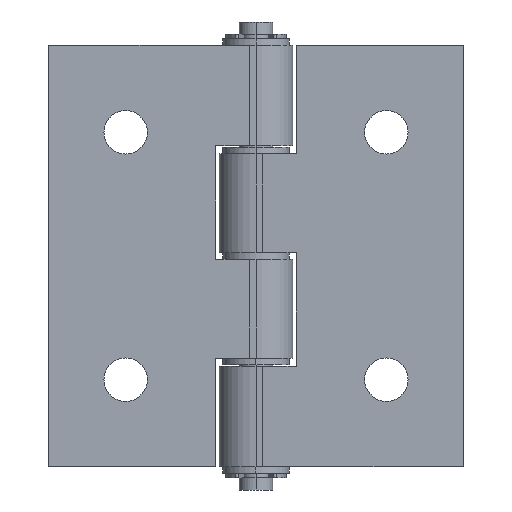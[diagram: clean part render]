
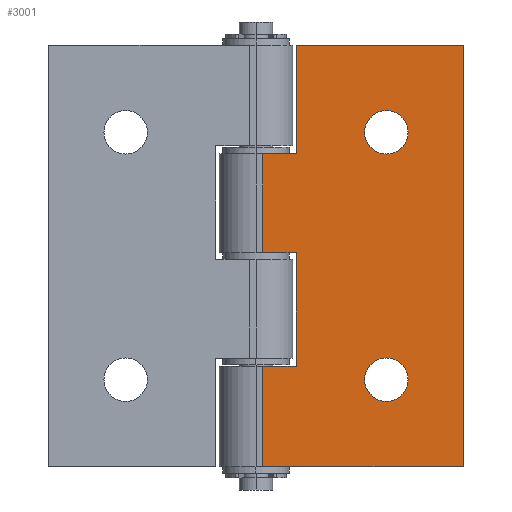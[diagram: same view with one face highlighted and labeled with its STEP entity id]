
A CAD part, front view. The second image highlights one B-rep face of the part: STEP entity #3001.
In plain terms, the highlighted planar face has unit normal (0, -1, 0).
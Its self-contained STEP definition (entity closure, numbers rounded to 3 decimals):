
#34 = VERTEX_POINT ( 'NONE', #129 ) ;
#48 = CARTESIAN_POINT ( 'NONE',  ( 19.5, -6.1, -21.75 ) ) ;
#50 = AXIS2_PLACEMENT_3D ( 'NONE', #2598, #1012, #2855 ) ;
#71 = FACE_BOUND ( 'NONE', #1524, .T. ) ;
#79 = LINE ( 'NONE', #344, #2827 ) ;
#115 = DIRECTION ( 'NONE',  ( 0., 0., -1. ) ) ;
#129 = CARTESIAN_POINT ( 'NONE',  ( 1., -6.1, -31.5 ) ) ;
#131 = VERTEX_POINT ( 'NONE', #1165 ) ;
#161 = FACE_OUTER_BOUND ( 'NONE', #2332, .T. ) ;
#273 = ORIENTED_EDGE ( 'NONE', *, *, #2986, .F. ) ;
#310 = VECTOR ( 'NONE', #1918, 1000. ) ;
#341 = LINE ( 'NONE', #2809, #1773 ) ;
#344 = CARTESIAN_POINT ( 'NONE',  ( 1., -6.1, 0.5 ) ) ;
#418 = VERTEX_POINT ( 'NONE', #1782 ) ;
#449 = DIRECTION ( 'NONE',  ( 0., -1., 0. ) ) ;
#487 = VERTEX_POINT ( 'NONE', #2367 ) ;
#494 = EDGE_CURVE ( 'NONE', #418, #1457, #1197, .T. ) ;
#534 = ORIENTED_EDGE ( 'NONE', *, *, #1127, .T. ) ;
#543 = ORIENTED_EDGE ( 'NONE', *, *, #1295, .T. ) ;
#548 = AXIS2_PLACEMENT_3D ( 'NONE', #2047, #449, #2311 ) ;
#572 = CARTESIAN_POINT ( 'NONE',  ( 6., -6.1, 0.5 ) ) ;
#573 = LINE ( 'NONE', #2636, #2595 ) ;
#587 = EDGE_CURVE ( 'NONE', #34, #2829, #1107, .T. ) ;
#652 = DIRECTION ( 'NONE',  ( 1., 0., 0. ) ) ;
#664 = DIRECTION ( 'NONE',  ( 0., 1., 0. ) ) ;
#682 = VECTOR ( 'NONE', #115, 1000. ) ;
#695 = ORIENTED_EDGE ( 'NONE', *, *, #1163, .F. ) ;
#737 = CARTESIAN_POINT ( 'NONE',  ( 1., -6.1, 0.5 ) ) ;
#789 = DIRECTION ( 'NONE',  ( 0., 0., -1. ) ) ;
#810 = EDGE_CURVE ( 'NONE', #2327, #1293, #1232, .T. ) ;
#870 = ORIENTED_EDGE ( 'NONE', *, *, #2281, .T. ) ;
#892 = CIRCLE ( 'NONE', #3153, 3.25 ) ;
#898 = CIRCLE ( 'NONE', #548, 3.25 ) ;
#963 = FACE_BOUND ( 'NONE', #3308, .T. ) ;
#975 = ORIENTED_EDGE ( 'NONE', *, *, #2724, .T. ) ;
#1012 = DIRECTION ( 'NONE',  ( 0., 1., 0. ) ) ;
#1053 = EDGE_CURVE ( 'NONE', #1709, #2829, #2834, .T. ) ;
#1107 = LINE ( 'NONE', #2200, #310 ) ;
#1127 = EDGE_CURVE ( 'NONE', #1812, #487, #573, .T. ) ;
#1135 = CARTESIAN_POINT ( 'NONE',  ( 6., -6.1, 15.3 ) ) ;
#1163 = EDGE_CURVE ( 'NONE', #2883, #2554, #898, .T. ) ;
#1165 = CARTESIAN_POINT ( 'NONE',  ( 1., -6.1, -16.5 ) ) ;
#1195 = ORIENTED_EDGE ( 'NONE', *, *, #3064, .T. ) ;
#1197 = LINE ( 'NONE', #3138, #3204 ) ;
#1198 = CARTESIAN_POINT ( 'NONE',  ( 1., -6.1, 31.5 ) ) ;
#1205 = CARTESIAN_POINT ( 'NONE',  ( 6., -6.1, 31.5 ) ) ;
#1232 = CIRCLE ( 'NONE', #50, 3.25 ) ;
#1278 = ORIENTED_EDGE ( 'NONE', *, *, #2174, .T. ) ;
#1288 = CARTESIAN_POINT ( 'NONE',  ( 19.5, -6.1, 18.5 ) ) ;
#1293 = VERTEX_POINT ( 'NONE', #1817 ) ;
#1295 = EDGE_CURVE ( 'NONE', #1293, #2327, #2275, .T. ) ;
#1343 = VERTEX_POINT ( 'NONE', #3389 ) ;
#1360 = DIRECTION ( 'NONE',  ( -1., 0., 0. ) ) ;
#1389 = LINE ( 'NONE', #1198, #682 ) ;
#1420 = ORIENTED_EDGE ( 'NONE', *, *, #587, .T. ) ;
#1434 = VECTOR ( 'NONE', #1360, 1000. ) ;
#1457 = VERTEX_POINT ( 'NONE', #737 ) ;
#1516 = VECTOR ( 'NONE', #652, 1000. ) ;
#1524 = EDGE_LOOP ( 'NONE', ( #3383, #695 ) ) ;
#1540 = CARTESIAN_POINT ( 'NONE',  ( 19.5, -6.1, -18.5 ) ) ;
#1558 = DIRECTION ( 'NONE',  ( 0., 0., 1. ) ) ;
#1627 = AXIS2_PLACEMENT_3D ( 'NONE', #1288, #3119, #1558 ) ;
#1633 = ORIENTED_EDGE ( 'NONE', *, *, #494, .T. ) ;
#1709 = VERTEX_POINT ( 'NONE', #2645 ) ;
#1724 = CARTESIAN_POINT ( 'NONE',  ( 1., -6.1, 31.5 ) ) ;
#1764 = AXIS2_PLACEMENT_3D ( 'NONE', #1724, #664, #2517 ) ;
#1773 = VECTOR ( 'NONE', #2041, 1000. ) ;
#1782 = CARTESIAN_POINT ( 'NONE',  ( 1., -6.1, 15.3 ) ) ;
#1805 = DIRECTION ( 'NONE',  ( 0., 0., -1. ) ) ;
#1812 = VERTEX_POINT ( 'NONE', #572 ) ;
#1817 = CARTESIAN_POINT ( 'NONE',  ( 19.5, -6.1, 15.25 ) ) ;
#1822 = ORIENTED_EDGE ( 'NONE', *, *, #1053, .F. ) ;
#1854 = DIRECTION ( 'NONE',  ( 0., 0., -1. ) ) ;
#1918 = DIRECTION ( 'NONE',  ( 1., 0., 0. ) ) ;
#1936 = CARTESIAN_POINT ( 'NONE',  ( 19.5, -6.1, -15.25 ) ) ;
#1956 = ORIENTED_EDGE ( 'NONE', *, *, #2752, .T. ) ;
#1999 = ORIENTED_EDGE ( 'NONE', *, *, #810, .T. ) ;
#2000 = DIRECTION ( 'NONE',  ( 0., 0., -1. ) ) ;
#2021 = LINE ( 'NONE', #1205, #2111 ) ;
#2041 = DIRECTION ( 'NONE',  ( -1., 0., 0. ) ) ;
#2047 = CARTESIAN_POINT ( 'NONE',  ( 19.5, -6.1, -18.5 ) ) ;
#2111 = VECTOR ( 'NONE', #2525, 1000. ) ;
#2162 = VECTOR ( 'NONE', #2000, 1000. ) ;
#2174 = EDGE_CURVE ( 'NONE', #3210, #418, #341, .T. ) ;
#2200 = CARTESIAN_POINT ( 'NONE',  ( 1., -6.1, -31.5 ) ) ;
#2214 = DIRECTION ( 'NONE',  ( 1., 0., 0. ) ) ;
#2222 = LINE ( 'NONE', #2503, #1516 ) ;
#2228 = CARTESIAN_POINT ( 'NONE',  ( 19.5, -6.1, 21.75 ) ) ;
#2253 = PLANE ( 'NONE',  #1764 ) ;
#2254 = EDGE_CURVE ( 'NONE', #2554, #2883, #892, .T. ) ;
#2263 = CARTESIAN_POINT ( 'NONE',  ( 31., -6.1, 31.5 ) ) ;
#2275 = CIRCLE ( 'NONE', #1627, 3.25 ) ;
#2281 = EDGE_CURVE ( 'NONE', #1457, #1812, #79, .T. ) ;
#2311 = DIRECTION ( 'NONE',  ( 0., 0., -1. ) ) ;
#2327 = VERTEX_POINT ( 'NONE', #2228 ) ;
#2332 = EDGE_LOOP ( 'NONE', ( #1956, #1278, #1633, #870, #534, #1195, #975, #1420, #1822, #273 ) ) ;
#2367 = CARTESIAN_POINT ( 'NONE',  ( 6., -6.1, -16.5 ) ) ;
#2503 = CARTESIAN_POINT ( 'NONE',  ( 1., -6.1, 31.5 ) ) ;
#2517 = DIRECTION ( 'NONE',  ( 0., 0., 1. ) ) ;
#2525 = DIRECTION ( 'NONE',  ( 0., 0., -1. ) ) ;
#2554 = VERTEX_POINT ( 'NONE', #48 ) ;
#2595 = VECTOR ( 'NONE', #789, 1000. ) ;
#2598 = CARTESIAN_POINT ( 'NONE',  ( 19.5, -6.1, 18.5 ) ) ;
#2636 = CARTESIAN_POINT ( 'NONE',  ( 6., -6.1, 31.5 ) ) ;
#2645 = CARTESIAN_POINT ( 'NONE',  ( 31., -6.1, 31.5 ) ) ;
#2660 = CARTESIAN_POINT ( 'NONE',  ( 1., -6.1, -16.5 ) ) ;
#2724 = EDGE_CURVE ( 'NONE', #131, #34, #1389, .T. ) ;
#2741 = LINE ( 'NONE', #2660, #1434 ) ;
#2752 = EDGE_CURVE ( 'NONE', #1343, #3210, #2021, .T. ) ;
#2809 = CARTESIAN_POINT ( 'NONE',  ( 1., -6.1, 15.3 ) ) ;
#2827 = VECTOR ( 'NONE', #2214, 1000. ) ;
#2829 = VERTEX_POINT ( 'NONE', #3231 ) ;
#2834 = LINE ( 'NONE', #2263, #2162 ) ;
#2855 = DIRECTION ( 'NONE',  ( 0., 0., 1. ) ) ;
#2883 = VERTEX_POINT ( 'NONE', #1936 ) ;
#2986 = EDGE_CURVE ( 'NONE', #1343, #1709, #2222, .T. ) ;
#3001 = ADVANCED_FACE ( 'NONE', ( #963, #161, #71 ), #2253, .F. ) ;
#3064 = EDGE_CURVE ( 'NONE', #487, #131, #2741, .T. ) ;
#3119 = DIRECTION ( 'NONE',  ( 0., 1., 0. ) ) ;
#3138 = CARTESIAN_POINT ( 'NONE',  ( 1., -6.1, 31.5 ) ) ;
#3153 = AXIS2_PLACEMENT_3D ( 'NONE', #1540, #3364, #1805 ) ;
#3204 = VECTOR ( 'NONE', #1854, 1000. ) ;
#3210 = VERTEX_POINT ( 'NONE', #1135 ) ;
#3231 = CARTESIAN_POINT ( 'NONE',  ( 31., -6.1, -31.5 ) ) ;
#3308 = EDGE_LOOP ( 'NONE', ( #1999, #543 ) ) ;
#3364 = DIRECTION ( 'NONE',  ( 0., -1., 0. ) ) ;
#3383 = ORIENTED_EDGE ( 'NONE', *, *, #2254, .F. ) ;
#3389 = CARTESIAN_POINT ( 'NONE',  ( 6., -6.1, 31.5 ) ) ;
